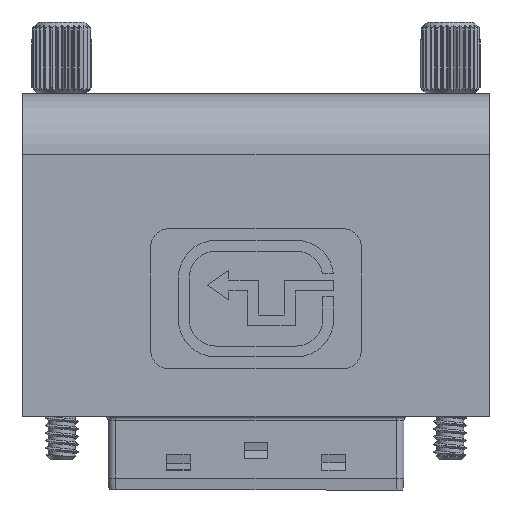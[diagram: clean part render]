
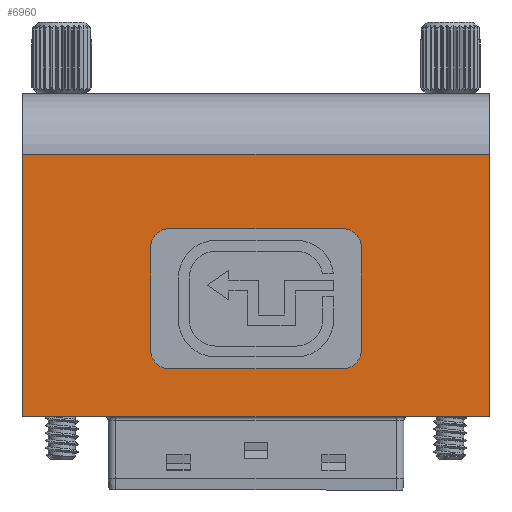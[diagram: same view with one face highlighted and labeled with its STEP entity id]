
A CAD part, front view. The second image highlights one B-rep face of the part: STEP entity #6960.
In plain terms, the highlighted planar face has unit normal (0, -1, 0).
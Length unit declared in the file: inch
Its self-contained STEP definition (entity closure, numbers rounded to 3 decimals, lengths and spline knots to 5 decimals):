
#233 = DIRECTION ( 'NONE',  ( 0., 0., -1. ) ) ;
#894 = CARTESIAN_POINT ( 'NONE',  ( -0.76772, -0.30709, 0. ) ) ;
#1652 = DIRECTION ( 'NONE',  ( 0., 1., 0. ) ) ;
#1889 = ORIENTED_EDGE ( 'NONE', *, *, #24932, .T. ) ;
#3521 = CARTESIAN_POINT ( 'NONE',  ( 0.76772, -0.30709, 0.86299 ) ) ;
#3994 = EDGE_CURVE ( 'NONE', #56750, #60825, #17100, .T. ) ;
#4289 = EDGE_CURVE ( 'NONE', #27155, #56750, #75717, .T. ) ;
#5971 = DIRECTION ( 'NONE',  ( 0., 0., 1. ) ) ;
#6558 = DIRECTION ( 'NONE',  ( 0., 1., 0. ) ) ;
#6563 = VERTEX_POINT ( 'NONE', #7646 ) ;
#6960 = ADVANCED_FACE ( 'NONE', ( #7867, #65323 ), #71802, .F. ) ;
#7093 = DIRECTION ( 'NONE',  ( 1., 0., 0. ) ) ;
#7646 = CARTESIAN_POINT ( 'NONE',  ( -0.2874, -0.30709, 0.61811 ) ) ;
#7867 = FACE_OUTER_BOUND ( 'NONE', #58618, .T. ) ;
#8127 = EDGE_CURVE ( 'NONE', #65355, #31752, #77663, .T. ) ;
#8871 = AXIS2_PLACEMENT_3D ( 'NONE', #13557, #66249, #7093 ) ;
#9054 = CARTESIAN_POINT ( 'NONE',  ( 0.76772, -0.30709, 1.06299 ) ) ;
#9105 = CARTESIAN_POINT ( 'NONE',  ( -0.76772, -0.30709, 0.86299 ) ) ;
#9200 = ORIENTED_EDGE ( 'NONE', *, *, #60187, .T. ) ;
#10012 = ORIENTED_EDGE ( 'NONE', *, *, #85227, .T. ) ;
#11584 = CARTESIAN_POINT ( 'NONE',  ( -0.76772, -0.30709, 1.06299 ) ) ;
#11593 = CARTESIAN_POINT ( 'NONE',  ( -0.34646, -0.30709, 0.55906 ) ) ;
#11670 = ORIENTED_EDGE ( 'NONE', *, *, #56911, .T. ) ;
#11979 = VERTEX_POINT ( 'NONE', #49971 ) ;
#12198 = VECTOR ( 'NONE', #49943, 39.37008 ) ;
#13557 = CARTESIAN_POINT ( 'NONE',  ( -0.2874, -0.30709, 0.21654 ) ) ;
#14372 = CARTESIAN_POINT ( 'NONE',  ( 0.76772, -0.30709, 0. ) ) ;
#16086 = EDGE_CURVE ( 'NONE', #16779, #66572, #68204, .T. ) ;
#16521 = VECTOR ( 'NONE', #233, 39.37008 ) ;
#16779 = VERTEX_POINT ( 'NONE', #3521 ) ;
#17100 = CIRCLE ( 'NONE', #8871, 0.05906 ) ;
#18001 = LINE ( 'NONE', #76749, #78527 ) ;
#18218 = CARTESIAN_POINT ( 'NONE',  ( -0.2874, -0.30709, 0.15748 ) ) ;
#19497 = VERTEX_POINT ( 'NONE', #28093 ) ;
#21548 = CARTESIAN_POINT ( 'NONE',  ( 0.2874, -0.30709, 0.55906 ) ) ;
#22877 = VERTEX_POINT ( 'NONE', #64527 ) ;
#24250 = ORIENTED_EDGE ( 'NONE', *, *, #32943, .T. ) ;
#24932 = EDGE_CURVE ( 'NONE', #35677, #11979, #65896, .T. ) ;
#24965 = ORIENTED_EDGE ( 'NONE', *, *, #16086, .F. ) ;
#27155 = VERTEX_POINT ( 'NONE', #72689 ) ;
#28035 = ORIENTED_EDGE ( 'NONE', *, *, #3994, .T. ) ;
#28093 = CARTESIAN_POINT ( 'NONE',  ( -0.34646, -0.30709, 0.55906 ) ) ;
#28223 = VECTOR ( 'NONE', #50229, 39.37008 ) ;
#30061 = LINE ( 'NONE', #56424, #12198 ) ;
#31752 = VERTEX_POINT ( 'NONE', #894 ) ;
#32943 = EDGE_CURVE ( 'NONE', #22877, #35677, #76770, .T. ) ;
#33138 = ORIENTED_EDGE ( 'NONE', *, *, #51102, .T. ) ;
#33373 = DIRECTION ( 'NONE',  ( 0., 1., 0. ) ) ;
#34183 = VECTOR ( 'NONE', #43177, 39.37008 ) ;
#35377 = DIRECTION ( 'NONE',  ( 0., 0., -1. ) ) ;
#35677 = VERTEX_POINT ( 'NONE', #39235 ) ;
#35712 = EDGE_CURVE ( 'NONE', #60825, #19497, #44465, .T. ) ;
#36243 = CARTESIAN_POINT ( 'NONE',  ( -0.2874, -0.30709, 0.55906 ) ) ;
#36741 = ORIENTED_EDGE ( 'NONE', *, *, #78635, .T. ) ;
#38285 = ORIENTED_EDGE ( 'NONE', *, *, #4289, .T. ) ;
#38779 = CARTESIAN_POINT ( 'NONE',  ( 0.76772, -0.30709, 0. ) ) ;
#39235 = CARTESIAN_POINT ( 'NONE',  ( 0.34646, -0.30709, 0.55906 ) ) ;
#40186 = VECTOR ( 'NONE', #48075, 39.37008 ) ;
#41069 = CARTESIAN_POINT ( 'NONE',  ( -0.34646, -0.30709, 0.21654 ) ) ;
#41317 = AXIS2_PLACEMENT_3D ( 'NONE', #79599, #33373, #45527 ) ;
#41858 = DIRECTION ( 'NONE',  ( -1., 0., 0. ) ) ;
#43177 = DIRECTION ( 'NONE',  ( 0., 0., -1. ) ) ;
#43578 = EDGE_LOOP ( 'NONE', ( #28035, #65438, #36741, #33138, #24250, #1889, #10012, #38285 ) ) ;
#44411 = DIRECTION ( 'NONE',  ( -1., 0., 0. ) ) ;
#44465 = LINE ( 'NONE', #11593, #77143 ) ;
#45527 = DIRECTION ( 'NONE',  ( 1., 0., 0. ) ) ;
#47943 = DIRECTION ( 'NONE',  ( 1., 0., 0. ) ) ;
#48075 = DIRECTION ( 'NONE',  ( 1., 0., 0. ) ) ;
#48467 = AXIS2_PLACEMENT_3D ( 'NONE', #66586, #6558, #54067 ) ;
#48774 = ORIENTED_EDGE ( 'NONE', *, *, #8127, .T. ) ;
#49943 = DIRECTION ( 'NONE',  ( 1., 0., 0. ) ) ;
#49971 = CARTESIAN_POINT ( 'NONE',  ( 0.34646, -0.30709, 0.21654 ) ) ;
#50229 = DIRECTION ( 'NONE',  ( -1., 0., 0. ) ) ;
#51102 = EDGE_CURVE ( 'NONE', #6563, #22877, #30061, .T. ) ;
#51359 = VECTOR ( 'NONE', #35377, 39.37008 ) ;
#52095 = CARTESIAN_POINT ( 'NONE',  ( 0.34646, -0.30709, 0.55906 ) ) ;
#54067 = DIRECTION ( 'NONE',  ( -1., 0., 0. ) ) ;
#55812 = CIRCLE ( 'NONE', #64041, 0.05906 ) ;
#56424 = CARTESIAN_POINT ( 'NONE',  ( -0.2874, -0.30709, 0.61811 ) ) ;
#56750 = VERTEX_POINT ( 'NONE', #67736 ) ;
#56911 = EDGE_CURVE ( 'NONE', #16779, #65355, #18001, .T. ) ;
#57809 = CIRCLE ( 'NONE', #41317, 0.05906 ) ;
#58618 = EDGE_LOOP ( 'NONE', ( #24965, #11670, #48774, #9200 ) ) ;
#60187 = EDGE_CURVE ( 'NONE', #31752, #66572, #68350, .T. ) ;
#60825 = VERTEX_POINT ( 'NONE', #41069 ) ;
#62606 = DIRECTION ( 'NONE',  ( 0., 1., 0. ) ) ;
#64041 = AXIS2_PLACEMENT_3D ( 'NONE', #36243, #62606, #47943 ) ;
#64388 = AXIS2_PLACEMENT_3D ( 'NONE', #21548, #1652, #41858 ) ;
#64527 = CARTESIAN_POINT ( 'NONE',  ( 0.2874, -0.30709, 0.61811 ) ) ;
#65323 = FACE_BOUND ( 'NONE', #43578, .T. ) ;
#65355 = VERTEX_POINT ( 'NONE', #9105 ) ;
#65438 = ORIENTED_EDGE ( 'NONE', *, *, #35712, .T. ) ;
#65896 = LINE ( 'NONE', #52095, #16521 ) ;
#66249 = DIRECTION ( 'NONE',  ( 0., 1., 0. ) ) ;
#66572 = VERTEX_POINT ( 'NONE', #38779 ) ;
#66586 = CARTESIAN_POINT ( 'NONE',  ( 0.76772, -0.30709, 1.06299 ) ) ;
#67736 = CARTESIAN_POINT ( 'NONE',  ( -0.2874, -0.30709, 0.15748 ) ) ;
#68204 = LINE ( 'NONE', #9054, #51359 ) ;
#68350 = LINE ( 'NONE', #14372, #40186 ) ;
#71802 = PLANE ( 'NONE',  #48467 ) ;
#72689 = CARTESIAN_POINT ( 'NONE',  ( 0.2874, -0.30709, 0.15748 ) ) ;
#75717 = LINE ( 'NONE', #18218, #28223 ) ;
#76749 = CARTESIAN_POINT ( 'NONE',  ( 0.76772, -0.30709, 0.86299 ) ) ;
#76770 = CIRCLE ( 'NONE', #64388, 0.05906 ) ;
#77143 = VECTOR ( 'NONE', #5971, 39.37008 ) ;
#77663 = LINE ( 'NONE', #11584, #34183 ) ;
#78527 = VECTOR ( 'NONE', #44411, 39.37008 ) ;
#78635 = EDGE_CURVE ( 'NONE', #19497, #6563, #55812, .T. ) ;
#79599 = CARTESIAN_POINT ( 'NONE',  ( 0.2874, -0.30709, 0.21654 ) ) ;
#85227 = EDGE_CURVE ( 'NONE', #11979, #27155, #57809, .T. ) ;
